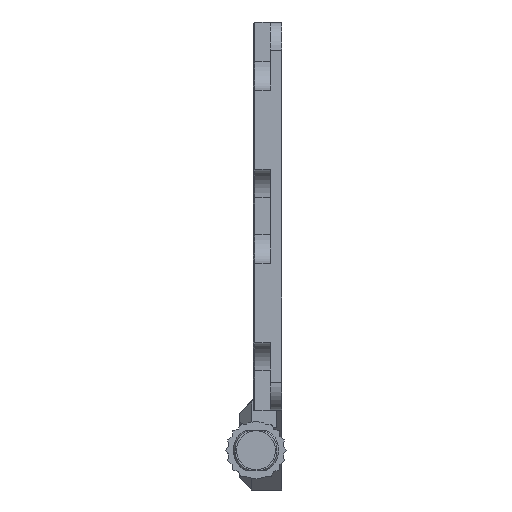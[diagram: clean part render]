
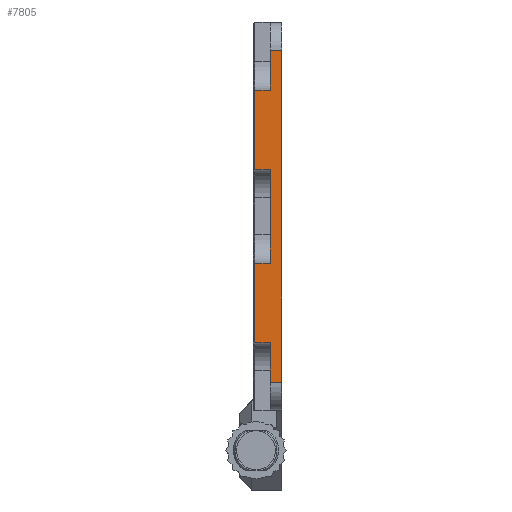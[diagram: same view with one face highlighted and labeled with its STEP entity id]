
A CAD part, left-side view. The second image highlights one B-rep face of the part: STEP entity #7805.
In plain terms, the highlighted planar face has unit normal (-1, 0, 0).
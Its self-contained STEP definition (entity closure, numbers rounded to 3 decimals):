
#456=PLANE('',#8426);
#850=FACE_OUTER_BOUND('',#1303,.T.);
#1303=EDGE_LOOP('',(#6584,#6585,#6586,#6587,#6588,#6589,#6590,#6591,#6592,
#6593,#6594,#6595));
#1970=LINE('',#12928,#2746);
#1973=LINE('',#12934,#2749);
#1975=LINE('',#12938,#2751);
#1976=LINE('',#12940,#2752);
#1977=LINE('',#12942,#2753);
#1978=LINE('',#12944,#2754);
#1979=LINE('',#12946,#2755);
#1980=LINE('',#12948,#2756);
#1981=LINE('',#12950,#2757);
#1982=LINE('',#12952,#2758);
#1983=LINE('',#12954,#2759);
#1984=LINE('',#12955,#2760);
#2746=VECTOR('',#9933,10.);
#2749=VECTOR('',#9940,10.);
#2751=VECTOR('',#9944,10.);
#2752=VECTOR('',#9945,10.);
#2753=VECTOR('',#9946,10.);
#2754=VECTOR('',#9947,10.);
#2755=VECTOR('',#9948,10.);
#2756=VECTOR('',#9949,10.);
#2757=VECTOR('',#9950,10.);
#2758=VECTOR('',#9951,10.);
#2759=VECTOR('',#9952,10.);
#2760=VECTOR('',#9953,10.);
#3843=VERTEX_POINT('',#12922);
#3845=VERTEX_POINT('',#12926);
#3846=VERTEX_POINT('',#12933);
#3847=VERTEX_POINT('',#12937);
#3848=VERTEX_POINT('',#12939);
#3849=VERTEX_POINT('',#12941);
#3850=VERTEX_POINT('',#12943);
#3851=VERTEX_POINT('',#12945);
#3852=VERTEX_POINT('',#12947);
#3853=VERTEX_POINT('',#12949);
#3854=VERTEX_POINT('',#12951);
#3855=VERTEX_POINT('',#12953);
#4826=EDGE_CURVE('',#3845,#3843,#1970,.T.);
#4829=EDGE_CURVE('',#3843,#3846,#1973,.T.);
#4831=EDGE_CURVE('',#3847,#3845,#1975,.T.);
#4832=EDGE_CURVE('',#3847,#3848,#1976,.T.);
#4833=EDGE_CURVE('',#3849,#3848,#1977,.T.);
#4834=EDGE_CURVE('',#3850,#3849,#1978,.T.);
#4835=EDGE_CURVE('',#3851,#3850,#1979,.T.);
#4836=EDGE_CURVE('',#3852,#3851,#1980,.T.);
#4837=EDGE_CURVE('',#3853,#3852,#1981,.T.);
#4838=EDGE_CURVE('',#3854,#3853,#1982,.T.);
#4839=EDGE_CURVE('',#3855,#3854,#1983,.T.);
#4840=EDGE_CURVE('',#3855,#3846,#1984,.T.);
#6584=ORIENTED_EDGE('',*,*,#4826,.F.);
#6585=ORIENTED_EDGE('',*,*,#4831,.F.);
#6586=ORIENTED_EDGE('',*,*,#4832,.T.);
#6587=ORIENTED_EDGE('',*,*,#4833,.F.);
#6588=ORIENTED_EDGE('',*,*,#4834,.F.);
#6589=ORIENTED_EDGE('',*,*,#4835,.F.);
#6590=ORIENTED_EDGE('',*,*,#4836,.F.);
#6591=ORIENTED_EDGE('',*,*,#4837,.F.);
#6592=ORIENTED_EDGE('',*,*,#4838,.F.);
#6593=ORIENTED_EDGE('',*,*,#4839,.F.);
#6594=ORIENTED_EDGE('',*,*,#4840,.T.);
#6595=ORIENTED_EDGE('',*,*,#4829,.F.);
#7805=ADVANCED_FACE('',(#850),#456,.T.);
#8426=AXIS2_PLACEMENT_3D('',#12936,#9942,#9943);
#9933=DIRECTION('',(0.,1.,0.));
#9940=DIRECTION('',(0.,0.,1.));
#9942=DIRECTION('center_axis',(-1.,0.,0.));
#9943=DIRECTION('ref_axis',(0.,0.,
1.));
#9944=DIRECTION('',(0.,0.,1.));
#9945=DIRECTION('',(0.,1.,0.));
#9946=DIRECTION('',(0.,0.,1.));
#9947=DIRECTION('',(0.,1.,0.));
#9948=DIRECTION('',(0.,0.,1.));
#9949=DIRECTION('',(0.,1.,0.));
#9950=DIRECTION('',(0.,0.,-1.));
#9951=DIRECTION('',(0.,-1.,0.));
#9952=DIRECTION('',(0.,0.,1.));
#9953=DIRECTION('',(0.,1.,0.));
#12922=CARTESIAN_POINT('',(-266.,4.8,-26.));
#12926=CARTESIAN_POINT('',(-266.,2.,-26.));
#12928=CARTESIAN_POINT('',(-266.,1.,-26.));
#12933=CARTESIAN_POINT('',(-266.,4.8,-12.));
#12934=CARTESIAN_POINT('',(-266.,4.8,-51.375));
#12936=CARTESIAN_POINT('Origin',(-266.,0.,-68.5));
#12937=CARTESIAN_POINT('',(-266.,2.,-42.5));
#12938=CARTESIAN_POINT('',(-266.,2.,0.));
#12939=CARTESIAN_POINT('',(-266.,4.8,-42.5));
#12940=CARTESIAN_POINT('',(-266.,1.,-42.5));
#12941=CARTESIAN_POINT('',(-266.,4.8,-56.5));
#12942=CARTESIAN_POINT('',(-266.,4.8,-51.375));
#12943=CARTESIAN_POINT('',(-266.,2.,-56.5));
#12944=CARTESIAN_POINT('',(-266.,1.,-56.5));
#12945=CARTESIAN_POINT('',(-266.,2.,-63.5));
#12946=CARTESIAN_POINT('',(-266.,2.,0.));
#12947=CARTESIAN_POINT('',(-266.,0.,-63.5));
#12948=CARTESIAN_POINT('',(-266.,2.5,-63.5));
#12949=CARTESIAN_POINT('',(-266.,0.,-5.));
#12950=CARTESIAN_POINT('',(-266.,0.,0.));
#12951=CARTESIAN_POINT('',(-266.,2.,-5.));
#12952=CARTESIAN_POINT('',(-266.,2.5,-5.));
#12953=CARTESIAN_POINT('',(-266.,2.,-12.));
#12954=CARTESIAN_POINT('',(-266.,2.,0.));
#12955=CARTESIAN_POINT('',(-266.,1.,-12.));
